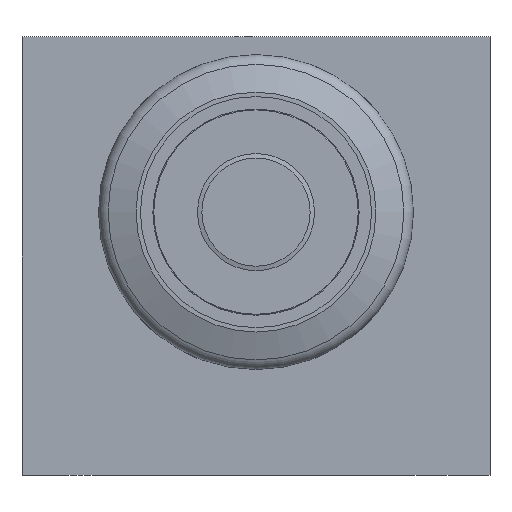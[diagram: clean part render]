
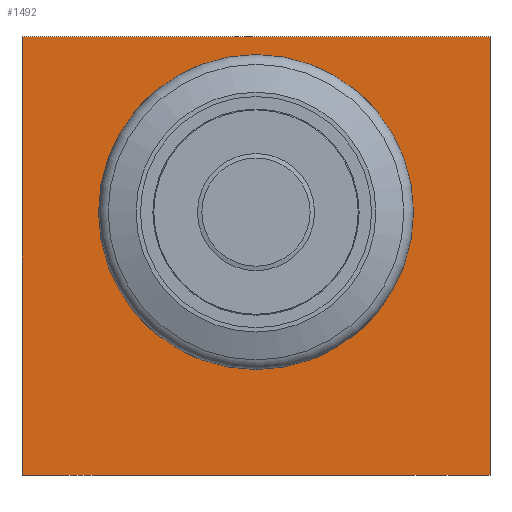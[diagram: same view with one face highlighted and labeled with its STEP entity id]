
A CAD part, front view. The second image highlights one B-rep face of the part: STEP entity #1492.
In plain terms, the highlighted planar face has unit normal (0, -1, 0).
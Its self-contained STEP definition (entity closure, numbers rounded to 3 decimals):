
#53=PLANE('',#1657);
#129=FACE_OUTER_BOUND('',#218,.T.);
#218=EDGE_LOOP('',(#1073,#1074,#1075,#1076));
#307=LINE('',#2430,#395);
#308=LINE('',#2432,#396);
#309=LINE('',#2434,#397);
#310=LINE('',#2435,#398);
#395=VECTOR('',#1960,10.);
#396=VECTOR('',#1961,10.);
#397=VECTOR('',#1962,10.);
#398=VECTOR('',#1963,10.);
#634=VERTEX_POINT('',#2428);
#635=VERTEX_POINT('',#2429);
#636=VERTEX_POINT('',#2431);
#637=VERTEX_POINT('',#2433);
#800=EDGE_CURVE('',#634,#635,#307,.T.);
#801=EDGE_CURVE('',#636,#635,#308,.T.);
#802=EDGE_CURVE('',#637,#636,#309,.T.);
#803=EDGE_CURVE('',#637,#634,#310,.T.);
#1073=ORIENTED_EDGE('',*,*,#800,.T.);
#1074=ORIENTED_EDGE('',*,*,#801,.F.);
#1075=ORIENTED_EDGE('',*,*,#802,.F.);
#1076=ORIENTED_EDGE('',*,*,#803,.T.);
#1492=ADVANCED_FACE('',(#129),#53,.T.);
#1657=AXIS2_PLACEMENT_3D('',#2427,#1958,#1959);
#1958=DIRECTION('center_axis',(0.,-1.,0.));
#1959=DIRECTION('ref_axis',(0.,0.,-1.));
#1960=DIRECTION('',(0.,0.,1.));
#1961=DIRECTION('',(1.,0.,0.));
#1962=DIRECTION('',(0.,0.,1.));
#1963=DIRECTION('',(1.,0.,0.));
#2427=CARTESIAN_POINT('Origin',(0.,0.,0.));
#2428=CARTESIAN_POINT('',(160.,0.,0.));
#2429=CARTESIAN_POINT('',(160.,0.,150.));
#2430=CARTESIAN_POINT('',(160.,0.,0.));
#2431=CARTESIAN_POINT('',(0.,0.,150.));
#2432=CARTESIAN_POINT('',(0.,0.,150.));
#2433=CARTESIAN_POINT('',(0.,0.,0.));
#2434=CARTESIAN_POINT('',(0.,0.,0.));
#2435=CARTESIAN_POINT('',(0.,0.,0.));
